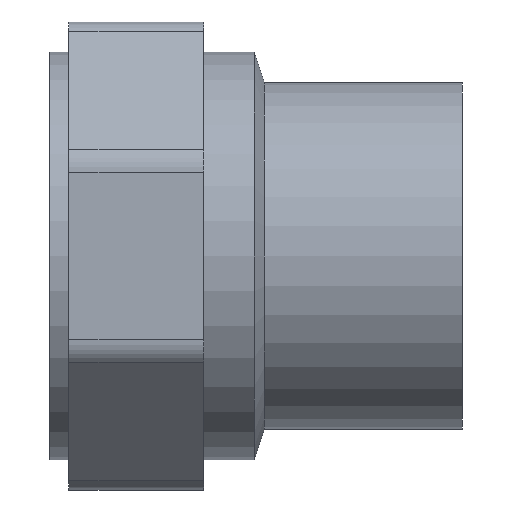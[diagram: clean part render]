
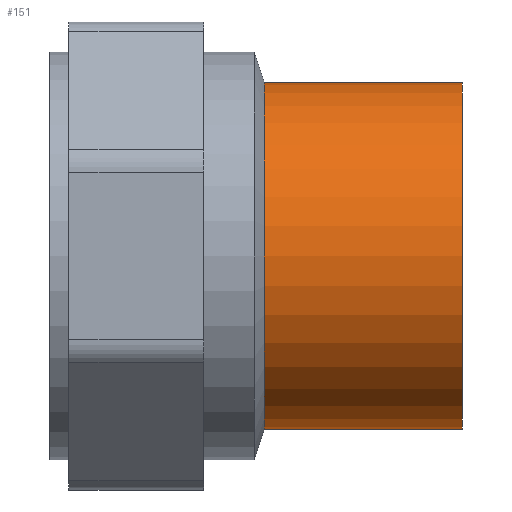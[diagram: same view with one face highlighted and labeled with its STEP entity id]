
A CAD part, front view. The second image highlights one B-rep face of the part: STEP entity #151.
In plain terms, the highlighted cylindrical face has radius 31.5 mm (diameter 63 mm), a full revolution.
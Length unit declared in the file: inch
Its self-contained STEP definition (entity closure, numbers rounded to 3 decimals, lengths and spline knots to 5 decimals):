
#60 = AXIS2_PLACEMENT_3D ( 'NONE', #631, #830, #299 ) ;
#106 = VERTEX_POINT ( 'NONE', #859 ) ;
#107 = AXIS2_PLACEMENT_3D ( 'NONE', #334, #900, #125 ) ;
#116 = FACE_OUTER_BOUND ( 'NONE', #873, .T. ) ;
#125 = DIRECTION ( 'NONE',  ( 0., 1., 0. ) ) ;
#151 = ADVANCED_FACE ( 'NONE', ( #116, #302 ), #886, .T. ) ;
#173 = CARTESIAN_POINT ( 'NONE',  ( -1.41732, 1.24016, 0. ) ) ;
#299 = DIRECTION ( 'NONE',  ( 0., 1., 0. ) ) ;
#302 = FACE_OUTER_BOUND ( 'NONE', #686, .T. ) ;
#308 = VERTEX_POINT ( 'NONE', #173 ) ;
#334 = CARTESIAN_POINT ( 'NONE',  ( 0., 0., 0. ) ) ;
#344 = DIRECTION ( 'NONE',  ( 0., 1., 0. ) ) ;
#433 = CIRCLE ( 'NONE', #107, 1.24016 ) ;
#478 = AXIS2_PLACEMENT_3D ( 'NONE', #898, #718, #344 ) ;
#486 = EDGE_CURVE ( 'NONE', #308, #308, #857, .T. ) ;
#494 = ORIENTED_EDGE ( 'NONE', *, *, #486, .T. ) ;
#631 = CARTESIAN_POINT ( 'NONE',  ( -0.70866, 0., 0. ) ) ;
#686 = EDGE_LOOP ( 'NONE', ( #743 ) ) ;
#718 = DIRECTION ( 'NONE',  ( 1., 0., 0. ) ) ;
#743 = ORIENTED_EDGE ( 'NONE', *, *, #822, .F. ) ;
#822 = EDGE_CURVE ( 'NONE', #106, #106, #433, .T. ) ;
#830 = DIRECTION ( 'NONE',  ( 1., 0., 0. ) ) ;
#857 = CIRCLE ( 'NONE', #478, 1.24016 ) ;
#859 = CARTESIAN_POINT ( 'NONE',  ( 0., 1.24016, 0. ) ) ;
#873 = EDGE_LOOP ( 'NONE', ( #494 ) ) ;
#886 = CYLINDRICAL_SURFACE ( 'NONE', #60, 1.24016 ) ;
#898 = CARTESIAN_POINT ( 'NONE',  ( -1.41732, 0., 0. ) ) ;
#900 = DIRECTION ( 'NONE',  ( 1., 0., 0. ) ) ;
